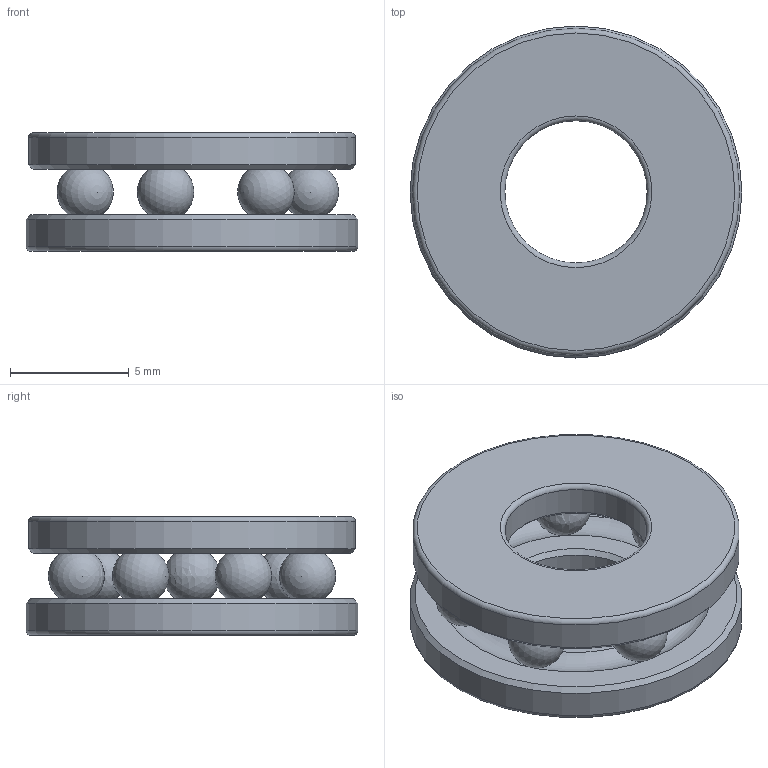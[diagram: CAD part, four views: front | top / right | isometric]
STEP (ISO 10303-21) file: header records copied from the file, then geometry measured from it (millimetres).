
FILE_DESCRIPTION(/* description */ (''),/* implementation_level */ '2;1');
FILE_NAME(/* name */ 'BA-6 Thrust Bearing.step',/* time_stamp */ '2024-06-23T13:59:33+02:00',/* author */ (''),/* organization */ (''),/* preprocessor_version */ 'ST-DEVELOPER v20',/* originating_system */ 'Autodesk Translation Framework v13.14.0.145',/* authorisation */ '');
FILE_SCHEMA (('AUTOMOTIVE_DESIGN { 1 0 10303 214 3 1 1 }'));
Length unit declared in the file: millimetre
Products named in the file (2): (Unsaved); BA-6 Thrust Bearing
Assembly tree (1 placements, depth 2):
  (Unsaved)
    BA-6 Thrust Bearing
Bounding box: 14 x 14 x 5 mm (x, y, z)
Volume: 410.6 mm3; surface area: 790.2 mm2
Topology: 9 solids, 9 shells, 27 faces, 59 edges, 38 vertices
Faces by surface type: sphere 7, torus 6, plane 6, cylinder 4, cone 4
Full cylindrical faces by diameter (mm): 6 x1, 6.2 x1, 13.8 x1, 14 x1
Entity records: 741 total; most frequent: DIRECTION 142, CARTESIAN_POINT 113, ORIENTED_EDGE 90, AXIS2_PLACEMENT_3D 67, EDGE_CURVE 45, VERTEX_POINT 38, CIRCLE 37, EDGE_LOOP 33
